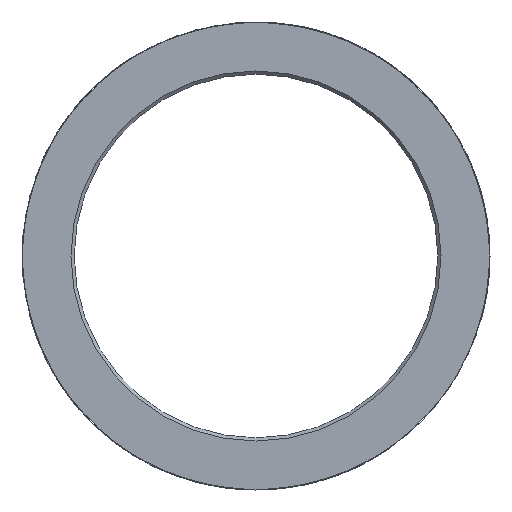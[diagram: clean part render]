
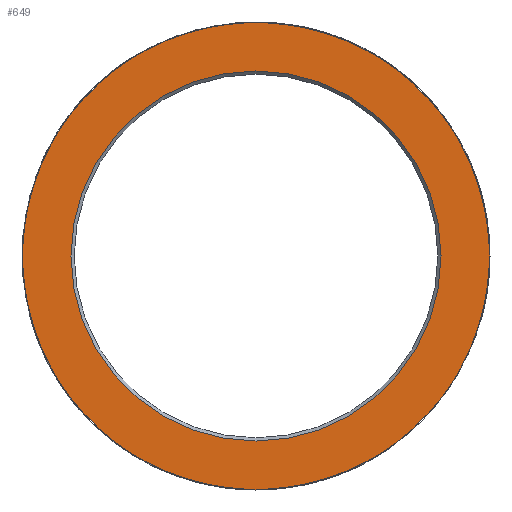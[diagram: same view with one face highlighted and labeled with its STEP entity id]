
A CAD part, left-side view. The second image highlights one B-rep face of the part: STEP entity #649.
In plain terms, the highlighted planar face has unit normal (-1, 0, 0).
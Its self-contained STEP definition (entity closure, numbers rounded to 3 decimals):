
#649=ADVANCED_FACE('',(#733,#734),#728,.F.);
#728=PLANE('',#2757);
#733=FACE_BOUND('',#842,.T.);
#734=FACE_BOUND('',#843,.T.);
#842=EDGE_LOOP('',(#1000));
#843=EDGE_LOOP('',(#1001));
#1000=ORIENTED_EDGE('',*,*,#2303,.T.);
#1001=ORIENTED_EDGE('',*,*,#2304,.T.);
#1868=VERTEX_POINT('',#3044);
#1869=VERTEX_POINT('',#3046);
#2303=EDGE_CURVE('',#1868,#1868,#2738,.T.);
#2304=EDGE_CURVE('',#1869,#1869,#2739,.T.);
#2738=CIRCLE('',#2755,17.394);
#2739=CIRCLE('',#2756,22.);
#2755=AXIS2_PLACEMENT_3D('',#3043,#2852,#2853);
#2756=AXIS2_PLACEMENT_3D('',#3045,#2854,#2855);
#2757=AXIS2_PLACEMENT_3D('',#3047,#2856,#2857);
#2852=DIRECTION('',(1.,0.,0.));
#2853=DIRECTION('',(0.,0.,-1.));
#2854=DIRECTION('',(-1.,0.,0.));
#2855=DIRECTION('',(0.,0.,1.));
#2856=DIRECTION('',(1.,0.,0.));
#2857=DIRECTION('',(0.,0.,-1.));
#3043=CARTESIAN_POINT('',(0.,0.,0.));
#3044=CARTESIAN_POINT('',(0.,0.,-17.394));
#3045=CARTESIAN_POINT('',(0.,0.,0.));
#3046=CARTESIAN_POINT('',(0.,0.,22.));
#3047=CARTESIAN_POINT('',(0.,22.,0.));
